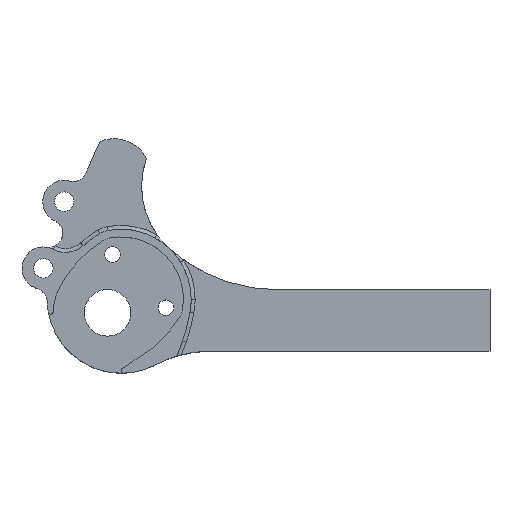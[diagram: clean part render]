
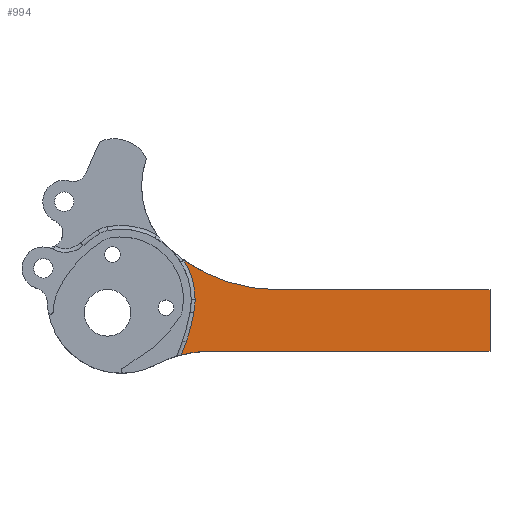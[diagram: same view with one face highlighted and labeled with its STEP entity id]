
A CAD part, top view. The second image highlights one B-rep face of the part: STEP entity #994.
In plain terms, the highlighted planar face has unit normal (0, 0, 1).
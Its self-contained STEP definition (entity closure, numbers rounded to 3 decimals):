
#2 = DIRECTION ( 'NONE',  ( 0., 0., -1. ) ) ;
#72 = CARTESIAN_POINT ( 'NONE',  ( 19.04, -10.819, 0. ) ) ;
#225 = DIRECTION ( 'NONE',  ( 0., 0., -1. ) ) ;
#256 = DIRECTION ( 'NONE',  ( 1., 0., 0. ) ) ;
#286 = EDGE_CURVE ( 'NONE', #806, #1450, #676, .T. ) ;
#297 = EDGE_CURVE ( 'NONE', #1952, #1409, #678, .T. ) ;
#317 = DIRECTION ( 'NONE',  ( 1., 0., 0. ) ) ;
#366 = EDGE_CURVE ( 'NONE', #2255, #2411, #827, .T. ) ;
#408 = CARTESIAN_POINT ( 'NONE',  ( 3.504, 3.504, 0. ) ) ;
#430 = EDGE_CURVE ( 'NONE', #1685, #1409, #1347, .T. ) ;
#442 = FACE_OUTER_BOUND ( 'NONE', #759, .T. ) ;
#495 = ORIENTED_EDGE ( 'NONE', *, *, #832, .T. ) ;
#617 = CARTESIAN_POINT ( 'NONE',  ( 0., 0., 0. ) ) ;
#659 = CARTESIAN_POINT ( 'NONE',  ( 98.507, 0., 0. ) ) ;
#664 = EDGE_CURVE ( 'NONE', #1518, #806, #2447, .T. ) ;
#676 = LINE ( 'NONE', #1454, #2293 ) ;
#678 = CIRCLE ( 'NONE', #1303, 41.369 ) ;
#696 = LINE ( 'NONE', #659, #1496 ) ;
#714 = ORIENTED_EDGE ( 'NONE', *, *, #664, .T. ) ;
#737 = ORIENTED_EDGE ( 'NONE', *, *, #2363, .T. ) ;
#759 = EDGE_LOOP ( 'NONE', ( #2118, #737, #2399, #495, #714, #2339, #2322, #1759 ) ) ;
#806 = VERTEX_POINT ( 'NONE', #2123 ) ;
#812 = CARTESIAN_POINT ( 'NONE',  ( 98.507, -9.906, 0. ) ) ;
#822 = CARTESIAN_POINT ( 'NONE',  ( 3.504, 3.504, 0. ) ) ;
#824 = AXIS2_PLACEMENT_3D ( 'NONE', #2194, #2023, #317 ) ;
#827 = CIRCLE ( 'NONE', #1299, 19.05 ) ;
#832 = EDGE_CURVE ( 'NONE', #2411, #1518, #2333, .T. ) ;
#837 = AXIS2_PLACEMENT_3D ( 'NONE', #822, #2, #1938 ) ;
#867 = DIRECTION ( 'NONE',  ( 0., -1., 0. ) ) ;
#917 = DIRECTION ( 'NONE',  ( 1., 0., 0. ) ) ;
#957 = CARTESIAN_POINT ( 'NONE',  ( 22.22, -0.045, 0. ) ) ;
#986 = PLANE ( 'NONE',  #1477 ) ;
#994 = ADVANCED_FACE ( 'NONE', ( #442 ), #986, .T. ) ;
#995 = DIRECTION ( 'NONE',  ( -1., 0., 0. ) ) ;
#1102 = DIRECTION ( 'NONE',  ( 0., 0., 1. ) ) ;
#1103 = EDGE_CURVE ( 'NONE', #1685, #1450, #696, .T. ) ;
#1289 = DIRECTION ( 'NONE',  ( 1., 0., 0. ) ) ;
#1299 = AXIS2_PLACEMENT_3D ( 'NONE', #408, #225, #1940 ) ;
#1303 = AXIS2_PLACEMENT_3D ( 'NONE', #1466, #1102, #917 ) ;
#1347 = LINE ( 'NONE', #1912, #1896 ) ;
#1409 = VERTEX_POINT ( 'NONE', #2122 ) ;
#1450 = VERTEX_POINT ( 'NONE', #812 ) ;
#1454 = CARTESIAN_POINT ( 'NONE',  ( 0., -9.906, 0. ) ) ;
#1466 = CARTESIAN_POINT ( 'NONE',  ( 43.618, 47.338, 0. ) ) ;
#1474 = CARTESIAN_POINT ( 'NONE',  ( 26.386, -39.906, 0. ) ) ;
#1477 = AXIS2_PLACEMENT_3D ( 'NONE', #617, #1958, #256 ) ;
#1496 = VECTOR ( 'NONE', #867, 1000. ) ;
#1518 = VERTEX_POINT ( 'NONE', #72 ) ;
#1578 = CARTESIAN_POINT ( 'NONE',  ( 98.507, 5.969, 0. ) ) ;
#1581 = CIRCLE ( 'NONE', #837, 19.05 ) ;
#1655 = AXIS2_PLACEMENT_3D ( 'NONE', #1474, #2462, #1859 ) ;
#1685 = VERTEX_POINT ( 'NONE', #1578 ) ;
#1759 = ORIENTED_EDGE ( 'NONE', *, *, #430, .T. ) ;
#1847 = CARTESIAN_POINT ( 'NONE',  ( 22.554, 3.504, 0. ) ) ;
#1859 = DIRECTION ( 'NONE',  ( 1., 0., 0. ) ) ;
#1896 = VECTOR ( 'NONE', #995, 1000. ) ;
#1908 = CARTESIAN_POINT ( 'NONE',  ( 19.642, 13.625, 0. ) ) ;
#1912 = CARTESIAN_POINT ( 'NONE',  ( 0., 5.969, 0. ) ) ;
#1938 = DIRECTION ( 'NONE',  ( 1., 0., 0. ) ) ;
#1940 = DIRECTION ( 'NONE',  ( 1., 0., 0. ) ) ;
#1952 = VERTEX_POINT ( 'NONE', #1908 ) ;
#1958 = DIRECTION ( 'NONE',  ( 0., 0., 1. ) ) ;
#2023 = DIRECTION ( 'NONE',  ( 0., 0., -1. ) ) ;
#2118 = ORIENTED_EDGE ( 'NONE', *, *, #297, .F. ) ;
#2122 = CARTESIAN_POINT ( 'NONE',  ( 43.618, 5.969, 0. ) ) ;
#2123 = CARTESIAN_POINT ( 'NONE',  ( 26.386, -9.906, 0. ) ) ;
#2194 = CARTESIAN_POINT ( 'NONE',  ( -33.247, 10.471, 0. ) ) ;
#2255 = VERTEX_POINT ( 'NONE', #1847 ) ;
#2293 = VECTOR ( 'NONE', #1289, 1000. ) ;
#2322 = ORIENTED_EDGE ( 'NONE', *, *, #1103, .F. ) ;
#2333 = CIRCLE ( 'NONE', #824, 56.456 ) ;
#2339 = ORIENTED_EDGE ( 'NONE', *, *, #286, .T. ) ;
#2363 = EDGE_CURVE ( 'NONE', #1952, #2255, #1581, .T. ) ;
#2399 = ORIENTED_EDGE ( 'NONE', *, *, #366, .T. ) ;
#2411 = VERTEX_POINT ( 'NONE', #957 ) ;
#2447 = CIRCLE ( 'NONE', #1655, 30. ) ;
#2462 = DIRECTION ( 'NONE',  ( 0., 0., -1. ) ) ;
